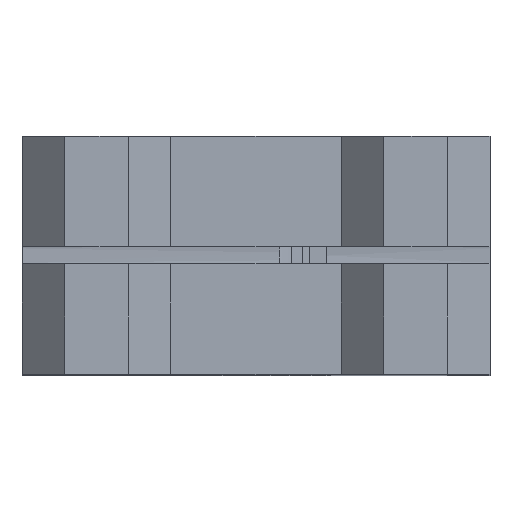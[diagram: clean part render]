
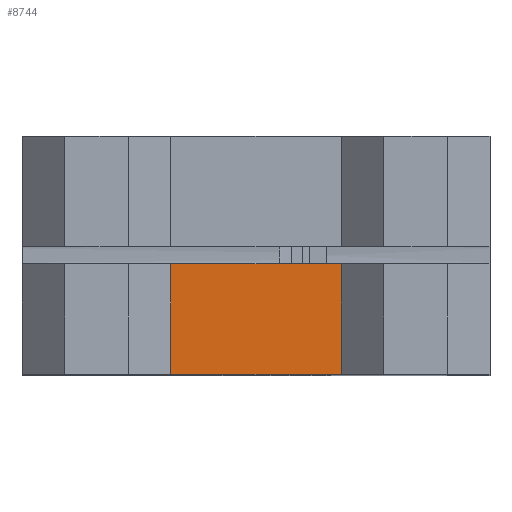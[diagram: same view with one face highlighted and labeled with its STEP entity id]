
A CAD part, top view. The second image highlights one B-rep face of the part: STEP entity #8744.
In plain terms, the highlighted planar face has unit normal (0, 0, 1).
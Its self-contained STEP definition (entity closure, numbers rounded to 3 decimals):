
#691=FACE_OUTER_BOUND('',#1219,.T.);
#1219=EDGE_LOOP('',(#6462,#6463,#6464,#6465));
#1879=LINE('',#13545,#2816);
#2037=LINE('',#13921,#2974);
#2052=LINE('',#13960,#2989);
#2053=LINE('',#13962,#2990);
#2816=VECTOR('',#10317,1.);
#2974=VECTOR('',#10617,1.);
#2989=VECTOR('',#10660,1.);
#2990=VECTOR('',#10663,1.);
#3852=VERTEX_POINT('',#13542);
#3853=VERTEX_POINT('',#13544);
#3999=VERTEX_POINT('',#13918);
#4000=VERTEX_POINT('',#13920);
#4737=EDGE_CURVE('',#3853,#3852,#1879,.F.);
#4927=EDGE_CURVE('',#4000,#3999,#2037,.T.);
#4947=EDGE_CURVE('',#3999,#3853,#2052,.T.);
#4948=EDGE_CURVE('',#4000,#3852,#2053,.T.);
#6462=ORIENTED_EDGE('',*,*,#4927,.T.);
#6463=ORIENTED_EDGE('',*,*,#4947,.T.);
#6464=ORIENTED_EDGE('',*,*,#4737,.T.);
#6465=ORIENTED_EDGE('',*,*,#4948,.F.);
#8410=PLANE('',#9311);
#8744=ADVANCED_FACE('',(#691),#8410,.F.);
#9311=AXIS2_PLACEMENT_3D('',#13961,#10661,#10662);
#10317=DIRECTION('',(-1.,0.,0.));
#10617=DIRECTION('',(-1.,0.,0.));
#10660=DIRECTION('',(0.,-1.,0.));
#10661=DIRECTION('center_axis',(0.,0.,-1.));
#10662=DIRECTION('ref_axis',(-1.,0.,0.));
#10663=DIRECTION('',(0.,-1.,0.));
#13542=CARTESIAN_POINT('',(10.,-2.,62.5));
#13544=CARTESIAN_POINT('',(-10.,-2.,62.5));
#13545=CARTESIAN_POINT('',(0.,-2.,62.5));
#13918=CARTESIAN_POINT('',(-10.,11.,62.5));
#13920=CARTESIAN_POINT('',(10.,11.,62.5));
#13921=CARTESIAN_POINT('',(0.,11.,62.5));
#13960=CARTESIAN_POINT('',(-10.,4.5,62.5));
#13961=CARTESIAN_POINT('Origin',(27.5,0.,62.5));
#13962=CARTESIAN_POINT('',(10.,4.5,62.5));
